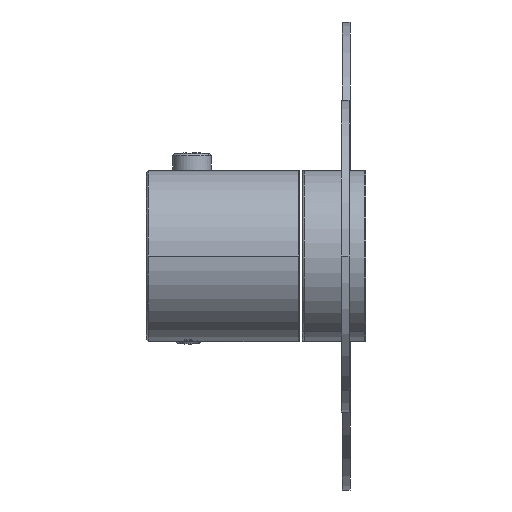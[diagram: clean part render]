
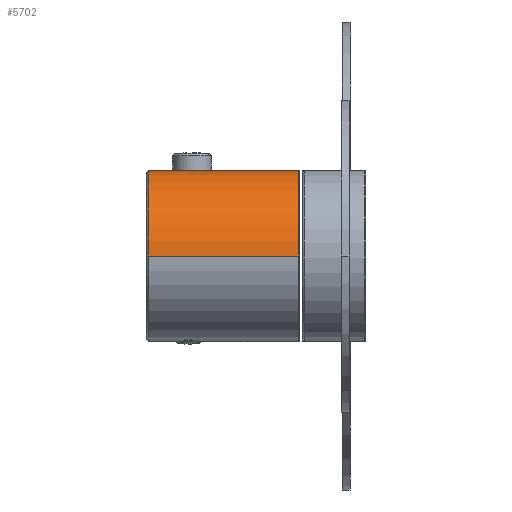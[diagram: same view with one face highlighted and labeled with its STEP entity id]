
A CAD part, left-side view. The second image highlights one B-rep face of the part: STEP entity #5702.
In plain terms, the highlighted cylindrical face has radius 22 mm (diameter 44 mm), a partial arc.
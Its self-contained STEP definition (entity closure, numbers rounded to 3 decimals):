
#5634=CARTESIAN_POINT('Axis2P3D Location',(0.,0.,0.)) ;
#5638=CARTESIAN_POINT('Vertex',(0.,-22.,0.)) ;
#5640=CARTESIAN_POINT('Vertex',(0.,22.,0.)) ;
#5664=CARTESIAN_POINT('Axis2P3D Location',(0.,0.,28.25)) ;
#5669=CARTESIAN_POINT('Line Origine',(0.,-22.,28.25)) ;
#5673=CARTESIAN_POINT('Vertex',(0.,-22.,38.5)) ;
#5676=CARTESIAN_POINT('Line Origine',(0.,22.,28.25)) ;
#5680=CARTESIAN_POINT('Vertex',(0.,22.,38.5)) ;
#5683=CARTESIAN_POINT('Axis2P3D Location',(0.,0.,38.5)) ;
#5687=CARTESIAN_POINT('Vertex',(19.053,11.,38.5)) ;
#5690=CARTESIAN_POINT('Axis2P3D Location',(0.,0.,38.5)) ;
#5671=VECTOR('Line Direction',#5670,1.) ;
#5678=VECTOR('Line Direction',#5677,1.) ;
#5635=DIRECTION('Axis2P3D Direction',(0.,0.,1.)) ;
#5665=DIRECTION('Axis2P3D Direction',(0.,-0.,1.)) ;
#5666=DIRECTION('Axis2P3D XDirection',(0.,1.,0.)) ;
#5670=DIRECTION('Vector Direction',(0.,0.,1.)) ;
#5677=DIRECTION('Vector Direction',(0.,0.,1.)) ;
#5684=DIRECTION('Axis2P3D Direction',(0.,-0.,1.)) ;
#5691=DIRECTION('Axis2P3D Direction',(0.,-0.,1.)) ;
#5636=AXIS2_PLACEMENT_3D('Circle Axis2P3D',#5634,#5635,$) ;
#5667=AXIS2_PLACEMENT_3D('Cylinder Axis2P3D',#5664,#5665,#5666) ;
#5685=AXIS2_PLACEMENT_3D('Circle Axis2P3D',#5683,#5684,$) ;
#5692=AXIS2_PLACEMENT_3D('Circle Axis2P3D',#5690,#5691,$) ;
#5672=LINE('Line',#5669,#5671) ;
#5679=LINE('Line',#5676,#5678) ;
#5637=CIRCLE('generated circle',#5636,22.) ;
#5686=CIRCLE('generated circle',#5685,22.) ;
#5693=CIRCLE('generated circle',#5692,22.) ;
#5668=CYLINDRICAL_SURFACE('generated cylinder',#5667,22.) ;
#5642=EDGE_CURVE('',#5639,#5641,#5637,.T.) ;
#5675=EDGE_CURVE('',#5674,#5639,#5672,.F.) ;
#5682=EDGE_CURVE('',#5681,#5641,#5679,.F.) ;
#5689=EDGE_CURVE('',#5688,#5681,#5686,.T.) ;
#5694=EDGE_CURVE('',#5674,#5688,#5693,.T.) ;
#5696=ORIENTED_EDGE('',*,*,#5675,.T.) ;
#5697=ORIENTED_EDGE('',*,*,#5642,.T.) ;
#5698=ORIENTED_EDGE('',*,*,#5682,.F.) ;
#5699=ORIENTED_EDGE('',*,*,#5689,.F.) ;
#5700=ORIENTED_EDGE('',*,*,#5694,.F.) ;
#5695=EDGE_LOOP('',(#5696,#5697,#5698,#5699,#5700)) ;
#5639=VERTEX_POINT('',#5638) ;
#5641=VERTEX_POINT('',#5640) ;
#5674=VERTEX_POINT('',#5673) ;
#5681=VERTEX_POINT('',#5680) ;
#5688=VERTEX_POINT('',#5687) ;
#5702=ADVANCED_FACE('PartBody',(#5701),#5668,.T.) ;
#5701=FACE_OUTER_BOUND('',#5695,.T.) ;
